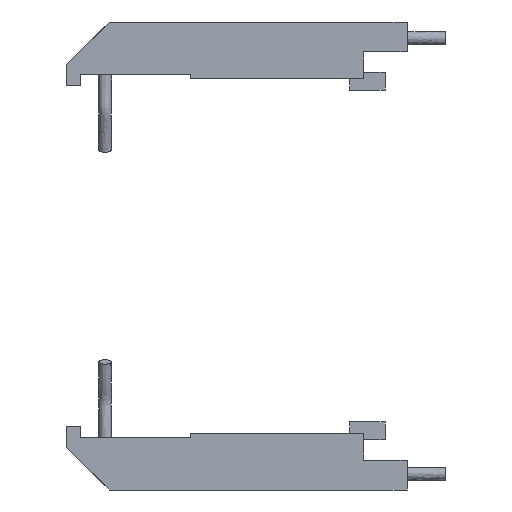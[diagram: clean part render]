
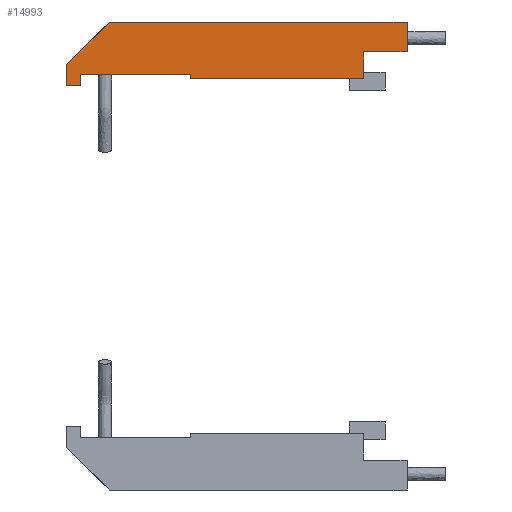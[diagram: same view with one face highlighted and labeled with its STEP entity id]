
A CAD part, left-side view. The second image highlights one B-rep face of the part: STEP entity #14993.
In plain terms, the highlighted planar face has unit normal (-1, 0, 0).
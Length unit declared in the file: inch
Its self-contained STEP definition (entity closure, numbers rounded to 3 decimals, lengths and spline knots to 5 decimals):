
#8627=DIRECTION('',(0.,1.,0.));
#8628=VECTOR('',#8627,0.042);
#8629=CARTESIAN_POINT('',(-0.10959,0.02145,
0.03327));
#8630=LINE('',#8629,#8628);
#9526=DIRECTION('',(0.,0.,1.));
#9527=VECTOR('',#9526,0.0042);
#9528=CARTESIAN_POINT('',(-0.10959,0.02145,
0.02907));
#9529=LINE('',#9528,#9527);
#10093=DIRECTION('',(0.,0.,-1.));
#10094=VECTOR('',#10093,0.003);
#10095=CARTESIAN_POINT('',(-0.10959,0.06945,
0.02727));
#10096=LINE('',#10095,#10094);
#10107=DIRECTION('',(0.,-0.707,0.707));
#10108=VECTOR('',#10107,0.00849);
#10109=CARTESIAN_POINT('',(-0.10959,0.06945,
0.02727));
#10110=LINE('',#10109,#10108);
#10142=DIRECTION('',(0.,-1.,0.));
#10143=VECTOR('',#10142,0.0061);
#10144=CARTESIAN_POINT('',(-0.10959,0.02755,
0.02907));
#10145=LINE('',#10144,#10143);
#10303=DIRECTION('',(0.,-1.,0.));
#10304=VECTOR('',#10303,0.002);
#10305=CARTESIAN_POINT('',(-0.10959,0.06945,
0.02427));
#10306=LINE('',#10305,#10304);
#10338=DIRECTION('',(0.,0.,1.));
#10339=VECTOR('',#10338,0.0016);
#10340=CARTESIAN_POINT('',(-0.10959,0.06745,
0.02427));
#10341=LINE('',#10340,#10339);
#10359=DIRECTION('',(0.,-1.,0.));
#10360=VECTOR('',#10359,0.0155);
#10361=CARTESIAN_POINT('',(-0.10959,0.06745,
0.02587));
#10362=LINE('',#10361,#10360);
#10380=DIRECTION('',(0.,0.,-1.));
#10381=VECTOR('',#10380,0.0006);
#10382=CARTESIAN_POINT('',(-0.10959,0.05195,
0.02587));
#10383=LINE('',#10382,#10381);
#10401=DIRECTION('',(0.,-1.,0.));
#10402=VECTOR('',#10401,0.0244);
#10403=CARTESIAN_POINT('',(-0.10959,0.05195,
0.02527));
#10404=LINE('',#10403,#10402);
#10422=DIRECTION('',(0.,0.,1.));
#10423=VECTOR('',#10422,0.0038);
#10424=CARTESIAN_POINT('',(-0.10959,0.02755,
0.02527));
#10425=LINE('',#10424,#10423);
#12715=CARTESIAN_POINT('',(-0.10959,0.02145,
0.02907));
#12716=VERTEX_POINT('',#12715);
#12717=CARTESIAN_POINT('',(-0.10959,0.02145,
0.03327));
#12718=VERTEX_POINT('',#12717);
#12777=CARTESIAN_POINT('',(-0.10959,0.06345,
0.03327));
#12778=VERTEX_POINT('',#12777);
#13193=CARTESIAN_POINT('',(-0.10959,0.06945,
0.02727));
#13194=VERTEX_POINT('',#13193);
#13315=CARTESIAN_POINT('',(-0.10959,0.06945,
0.02427));
#13316=VERTEX_POINT('',#13315);
#13317=CARTESIAN_POINT('',(-0.10959,0.02755,
0.02907));
#13318=VERTEX_POINT('',#13317);
#13319=CARTESIAN_POINT('',(-0.10959,0.02755,
0.02527));
#13320=VERTEX_POINT('',#13319);
#13321=CARTESIAN_POINT('',(-0.10959,0.05195,
0.02527));
#13322=VERTEX_POINT('',#13321);
#13323=CARTESIAN_POINT('',(-0.10959,0.05195,
0.02587));
#13324=VERTEX_POINT('',#13323);
#13325=CARTESIAN_POINT('',(-0.10959,0.06745,
0.02587));
#13326=VERTEX_POINT('',#13325);
#13327=CARTESIAN_POINT('',(-0.10959,0.06745,
0.02427));
#13328=VERTEX_POINT('',#13327);
#14968=CARTESIAN_POINT('',(-0.10959,0.02145,
0.03327));
#14969=DIRECTION('',(-1.,0.,0.));
#14970=DIRECTION('',(0.,0.,1.));
#14971=AXIS2_PLACEMENT_3D('',#14968,#14969,#14970);
#14972=PLANE('',#14971);
#14973=ORIENTED_EDGE('',*,*,#14295,.F.);
#14975=ORIENTED_EDGE('',*,*,#14974,.F.);
#14977=ORIENTED_EDGE('',*,*,#14976,.F.);
#14979=ORIENTED_EDGE('',*,*,#14978,.F.);
#14981=ORIENTED_EDGE('',*,*,#14980,.F.);
#14983=ORIENTED_EDGE('',*,*,#14982,.F.);
#14985=ORIENTED_EDGE('',*,*,#14984,.F.);
#14987=ORIENTED_EDGE('',*,*,#14986,.F.);
#14988=ORIENTED_EDGE('',*,*,#14953,.F.);
#14989=ORIENTED_EDGE('',*,*,#14419,.T.);
#14990=ORIENTED_EDGE('',*,*,#13998,.F.);
#14991=EDGE_LOOP('',(#14973,#14975,#14977,#14979,#14981,#14983,#14985,#14987,
#14988,#14989,#14990));
#14992=FACE_OUTER_BOUND('',#14991,.F.);
#13998=EDGE_CURVE('',#12718,#12778,#8630,.T.);
#14295=EDGE_CURVE('',#12716,#12718,#9529,.T.);
#14419=EDGE_CURVE('',#13194,#12778,#10110,.T.);
#14953=EDGE_CURVE('',#13194,#13316,#10096,.T.);
#14974=EDGE_CURVE('',#13318,#12716,#10145,.T.);
#14976=EDGE_CURVE('',#13320,#13318,#10425,.T.);
#14978=EDGE_CURVE('',#13322,#13320,#10404,.T.);
#14980=EDGE_CURVE('',#13324,#13322,#10383,.T.);
#14982=EDGE_CURVE('',#13326,#13324,#10362,.T.);
#14984=EDGE_CURVE('',#13328,#13326,#10341,.T.);
#14986=EDGE_CURVE('',#13316,#13328,#10306,.T.);
#14993=ADVANCED_FACE('',(#14992),#14972,.T.);
